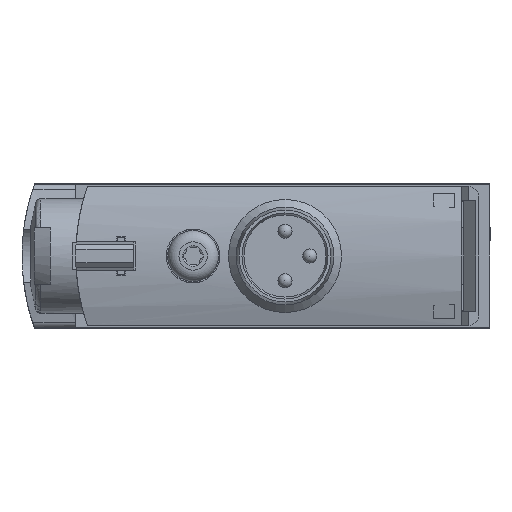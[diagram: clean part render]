
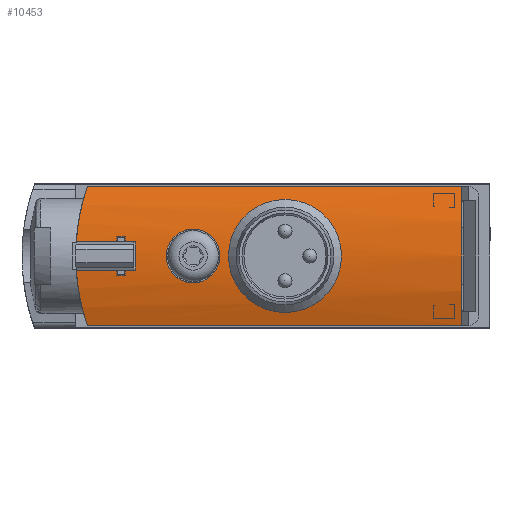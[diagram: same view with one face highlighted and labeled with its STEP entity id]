
A CAD part, left-side view. The second image highlights one B-rep face of the part: STEP entity #10453.
In plain terms, the highlighted cylindrical face has radius 15 mm (diameter 30 mm), a partial arc.
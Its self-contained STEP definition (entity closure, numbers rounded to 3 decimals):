
#509=B_SPLINE_CURVE_WITH_KNOTS('',3,(#18328,#18329,#18330,#18331,#18332,
#18333,#18334,#18335,#18336,#18337,#18338),.UNSPECIFIED.,.T.,.F.,(1,1,1,
1,1,1,1,1,1,1,1,1,1,1,1),(-0.004,-0.003,-0.001,
0.,0.001,0.003,0.004,0.006,
0.007,0.009,0.01,0.012,
0.013,0.015,0.016),.UNSPECIFIED.);
#510=B_SPLINE_CURVE_WITH_KNOTS('',3,(#18372,#18373,#18374,#18375,#18376,
#18377,#18378,#18379,#18380,#18381,#18382),.UNSPECIFIED.,.T.,.F.,(1,1,1,
1,1,1,1,1,1,1,1,1,1,1,1),(-0.008,-0.006,-0.003,
0.,0.003,0.006,0.008,0.011,
0.014,0.017,0.02,0.023,
0.025,0.028,0.031),.UNSPECIFIED.);
#561=ELLIPSE('',#12884,21.213,15.);
#562=ELLIPSE('',#12890,21.213,15.);
#1223=LINE('',#18340,#2282);
#1224=LINE('',#18345,#2283);
#1225=LINE('',#18349,#2284);
#1226=LINE('',#18353,#2285);
#1227=LINE('',#18357,#2286);
#1228=LINE('',#18361,#2287);
#1229=LINE('',#18365,#2288);
#1230=LINE('',#18369,#2289);
#2282=VECTOR('',#15133,1000.);
#2283=VECTOR('',#15136,1000.);
#2284=VECTOR('',#15139,1000.);
#2285=VECTOR('',#15142,1000.);
#2286=VECTOR('',#15145,1000.);
#2287=VECTOR('',#15148,1000.);
#2288=VECTOR('',#15151,1000.);
#2289=VECTOR('',#15154,1000.);
#4545=ORIENTED_EDGE('',*,*,#6612,.F.);
#4546=ORIENTED_EDGE('',*,*,#6613,.F.);
#4547=ORIENTED_EDGE('',*,*,#6614,.T.);
#4548=ORIENTED_EDGE('',*,*,#6615,.T.);
#4549=ORIENTED_EDGE('',*,*,#6616,.T.);
#4550=ORIENTED_EDGE('',*,*,#6617,.T.);
#4551=ORIENTED_EDGE('',*,*,#6618,.T.);
#4552=ORIENTED_EDGE('',*,*,#6619,.T.);
#4553=ORIENTED_EDGE('',*,*,#6620,.T.);
#4554=ORIENTED_EDGE('',*,*,#6621,.T.);
#4555=ORIENTED_EDGE('',*,*,#6622,.T.);
#4556=ORIENTED_EDGE('',*,*,#6623,.T.);
#4557=ORIENTED_EDGE('',*,*,#6624,.T.);
#4558=ORIENTED_EDGE('',*,*,#6625,.T.);
#4559=ORIENTED_EDGE('',*,*,#6626,.T.);
#4560=ORIENTED_EDGE('',*,*,#6627,.T.);
#4561=ORIENTED_EDGE('',*,*,#6628,.T.);
#4562=ORIENTED_EDGE('',*,*,#6629,.F.);
#6612=EDGE_CURVE('',#7813,#7813,#509,.T.);
#6613=EDGE_CURVE('',#7814,#7815,#1223,.T.);
#6614=EDGE_CURVE('',#7814,#7816,#561,.T.);
#6615=EDGE_CURVE('',#7816,#7817,#1224,.T.);
#6616=EDGE_CURVE('',#7817,#7818,#8410,.F.);
#6617=EDGE_CURVE('',#7818,#7819,#1225,.T.);
#6618=EDGE_CURVE('',#7819,#7820,#8411,.F.);
#6619=EDGE_CURVE('',#7820,#7821,#1226,.T.);
#6620=EDGE_CURVE('',#7821,#7822,#8412,.F.);
#6621=EDGE_CURVE('',#7822,#7823,#1227,.F.);
#6622=EDGE_CURVE('',#7823,#7824,#8413,.F.);
#6623=EDGE_CURVE('',#7824,#7825,#1228,.F.);
#6624=EDGE_CURVE('',#7825,#7826,#8414,.F.);
#6625=EDGE_CURVE('',#7826,#7827,#1229,.F.);
#6626=EDGE_CURVE('',#7827,#7828,#562,.T.);
#6627=EDGE_CURVE('',#7828,#7829,#1230,.T.);
#6628=EDGE_CURVE('',#7829,#7815,#8415,.T.);
#6629=EDGE_CURVE('',#7830,#7830,#510,.T.);
#7813=VERTEX_POINT('',#18339);
#7814=VERTEX_POINT('',#18341);
#7815=VERTEX_POINT('',#18342);
#7816=VERTEX_POINT('',#18344);
#7817=VERTEX_POINT('',#18346);
#7818=VERTEX_POINT('',#18348);
#7819=VERTEX_POINT('',#18350);
#7820=VERTEX_POINT('',#18352);
#7821=VERTEX_POINT('',#18354);
#7822=VERTEX_POINT('',#18356);
#7823=VERTEX_POINT('',#18358);
#7824=VERTEX_POINT('',#18360);
#7825=VERTEX_POINT('',#18362);
#7826=VERTEX_POINT('',#18364);
#7827=VERTEX_POINT('',#18366);
#7828=VERTEX_POINT('',#18368);
#7829=VERTEX_POINT('',#18370);
#7830=VERTEX_POINT('',#18383);
#8410=CIRCLE('',#12885,15.);
#8411=CIRCLE('',#12886,15.);
#8412=CIRCLE('',#12887,15.);
#8413=CIRCLE('',#12888,15.);
#8414=CIRCLE('',#12889,15.);
#8415=CIRCLE('',#12891,15.);
#8988=EDGE_LOOP('',(#4545));
#8989=EDGE_LOOP('',(#4546,#4547,#4548,#4549,#4550,#4551,#4552,#4553,#4554,
#4555,#4556,#4557,#4558,#4559,#4560,#4561));
#8990=EDGE_LOOP('',(#4562));
#9690=FACE_BOUND('',#8988,.T.);
#9691=FACE_BOUND('',#8989,.T.);
#9692=FACE_BOUND('',#8990,.T.);
#10028=CYLINDRICAL_SURFACE('',#12883,15.);
#10453=ADVANCED_FACE('',(#9690,#9691,#9692),#10028,.T.);
#12883=AXIS2_PLACEMENT_3D('',#18327,#15131,#15132);
#12884=AXIS2_PLACEMENT_3D('',#18343,#15134,#15135);
#12885=AXIS2_PLACEMENT_3D('',#18347,#15137,#15138);
#12886=AXIS2_PLACEMENT_3D('',#18351,#15140,#15141);
#12887=AXIS2_PLACEMENT_3D('',#18355,#15143,#15144);
#12888=AXIS2_PLACEMENT_3D('',#18359,#15146,#15147);
#12889=AXIS2_PLACEMENT_3D('',#18363,#15149,#15150);
#12890=AXIS2_PLACEMENT_3D('',#18367,#15152,#15153);
#12891=AXIS2_PLACEMENT_3D('',#18371,#15155,#15156);
#15131=DIRECTION('',(0.,-1.,0.));
#15132=DIRECTION('',(0.,0.,-1.));
#15133=DIRECTION('',(0.,-1.,0.));
#15134=DIRECTION('',(0.707,-0.707,0.));
#15135=DIRECTION('',(-0.707,-0.707,0.));
#15136=DIRECTION('',(0.,-1.,0.));
#15137=DIRECTION('',(0.,-1.,0.));
#15138=DIRECTION('',(0.,0.,-1.));
#15139=DIRECTION('',(0.,-1.,0.));
#15140=DIRECTION('',(0.,1.,0.));
#15141=DIRECTION('',(0.,0.,1.));
#15142=DIRECTION('',(0.,-1.,0.));
#15143=DIRECTION('',(0.,1.,0.));
#15144=DIRECTION('',(0.,0.,1.));
#15145=DIRECTION('',(0.,-1.,0.));
#15146=DIRECTION('',(0.,1.,0.));
#15147=DIRECTION('',(0.,0.,1.));
#15148=DIRECTION('',(0.,-1.,0.));
#15149=DIRECTION('',(0.,-1.,0.));
#15150=DIRECTION('',(0.,0.,-1.));
#15151=DIRECTION('',(0.,-1.,0.));
#15152=DIRECTION('',(0.707,-0.707,0.));
#15153=DIRECTION('',(-0.707,-0.707,0.));
#15154=DIRECTION('',(0.,-1.,0.));
#15155=DIRECTION('',(0.,1.,0.));
#15156=DIRECTION('',(1.,0.,0.));
#18327=CARTESIAN_POINT('',(-5.1,27.5,0.));
#18328=CARTESIAN_POINT('',(9.84,17.509,-1.488));
#18329=CARTESIAN_POINT('',(9.749,19.,-2.106));
#18330=CARTESIAN_POINT('',(9.84,20.489,-1.488));
#18331=CARTESIAN_POINT('',(9.93,21.105,-0.002));
#18332=CARTESIAN_POINT('',(9.84,20.49,1.489));
#18333=CARTESIAN_POINT('',(9.749,19.,2.105));
#18334=CARTESIAN_POINT('',(9.84,17.513,1.49));
#18335=CARTESIAN_POINT('',(9.93,16.894,0.002));
#18336=CARTESIAN_POINT('',(9.84,17.509,-1.488));
#18337=CARTESIAN_POINT('',(9.749,19.,-2.106));
#18338=CARTESIAN_POINT('',(9.84,20.489,-1.488));
#18339=CARTESIAN_POINT('',(9.779,19.,-1.9));
#18340=CARTESIAN_POINT('',(9.077,27.5,-4.9));
#18341=CARTESIAN_POINT('',(9.077,26.477,-4.9));
#18342=CARTESIAN_POINT('',(9.077,0.,-4.9));
#18343=CARTESIAN_POINT('',(-5.1,12.3,0.));
#18344=CARTESIAN_POINT('',(9.867,27.267,-1.));
#18345=CARTESIAN_POINT('',(9.867,27.5,-1.));
#18346=CARTESIAN_POINT('',(9.867,24.4,-1.));
#18347=CARTESIAN_POINT('',(-5.1,24.4,0.));
#18348=CARTESIAN_POINT('',(9.839,24.4,-1.35));
#18349=CARTESIAN_POINT('',(9.839,27.5,-1.35));
#18350=CARTESIAN_POINT('',(9.839,23.8,-1.35));
#18351=CARTESIAN_POINT('',(-5.1,23.8,0.));
#18352=CARTESIAN_POINT('',(9.867,23.8,-1.));
#18353=CARTESIAN_POINT('',(9.867,27.5,-1.));
#18354=CARTESIAN_POINT('',(9.867,23.1,-1.));
#18355=CARTESIAN_POINT('',(-5.1,23.1,0.));
#18356=CARTESIAN_POINT('',(9.867,23.1,1.));
#18357=CARTESIAN_POINT('',(9.867,27.5,1.));
#18358=CARTESIAN_POINT('',(9.867,23.8,1.));
#18359=CARTESIAN_POINT('',(-5.1,23.8,0.));
#18360=CARTESIAN_POINT('',(9.839,23.8,1.35));
#18361=CARTESIAN_POINT('',(9.839,27.5,1.35));
#18362=CARTESIAN_POINT('',(9.839,24.4,1.35));
#18363=CARTESIAN_POINT('',(-5.1,24.4,0.));
#18364=CARTESIAN_POINT('',(9.867,24.4,1.));
#18365=CARTESIAN_POINT('',(9.867,27.5,1.));
#18366=CARTESIAN_POINT('',(9.867,27.267,1.));
#18367=CARTESIAN_POINT('',(-5.1,12.3,0.));
#18368=CARTESIAN_POINT('',(9.077,26.477,4.9));
#18369=CARTESIAN_POINT('',(9.077,27.5,4.9));
#18370=CARTESIAN_POINT('',(9.077,0.,4.9));
#18371=CARTESIAN_POINT('',(-5.1,0.,0.));
#18372=CARTESIAN_POINT('',(9.684,15.324,2.819));
#18373=CARTESIAN_POINT('',(9.35,12.499,3.99));
#18374=CARTESIAN_POINT('',(9.684,9.679,2.819));
#18375=CARTESIAN_POINT('',(10.008,8.511,0.004));
#18376=CARTESIAN_POINT('',(9.684,9.679,-2.822));
#18377=CARTESIAN_POINT('',(9.351,12.498,-3.988));
#18378=CARTESIAN_POINT('',(9.683,15.318,-2.824));
#18379=CARTESIAN_POINT('',(10.008,16.49,-0.002));
#18380=CARTESIAN_POINT('',(9.684,15.324,2.819));
#18381=CARTESIAN_POINT('',(9.35,12.499,3.99));
#18382=CARTESIAN_POINT('',(9.684,9.679,2.819));
#18383=CARTESIAN_POINT('',(9.462,12.5,3.6));
